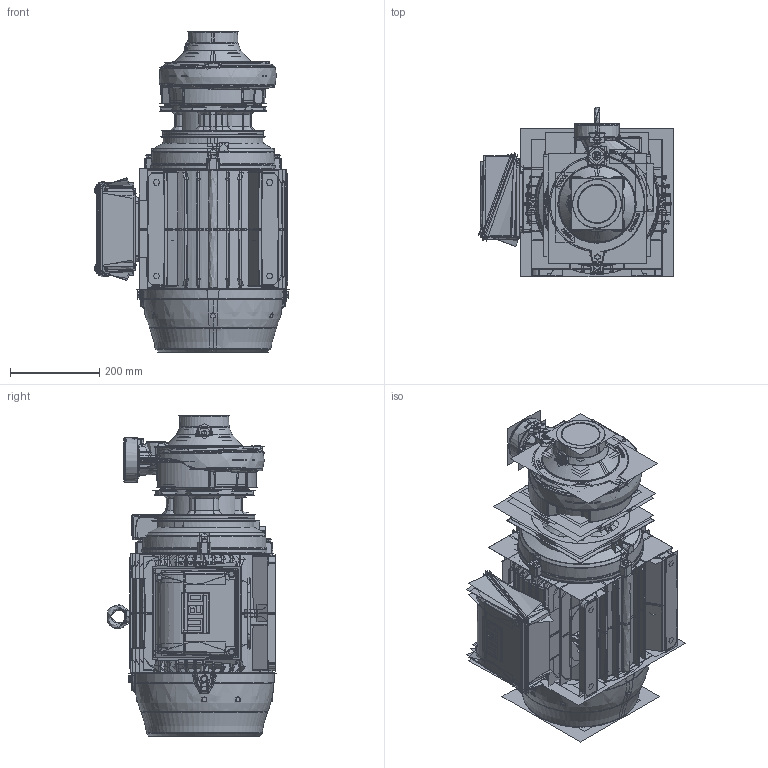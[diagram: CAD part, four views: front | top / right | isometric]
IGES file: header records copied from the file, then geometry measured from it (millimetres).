
Start section:  PTC IGES file: 87233534-00.igs
Global section: file name: 87233534-00.igs; native system: Creo Parametric by PTC Inc.; preprocessor: 2021063; author: santl04; organization: Unknown; date: 20220208.160539; units: millimetre
Bounding box: 436.44 x 380.72 x 722.16 mm (x, y, z)
Volume: 97748331.3 mm3; surface area: 32833237.3 mm2
Topology: 8 solids, 24 shells, 8728 faces, 49288 edges, 65341 vertices
Faces by surface type: bspline 5878, revolution 2830, extrusion 20
